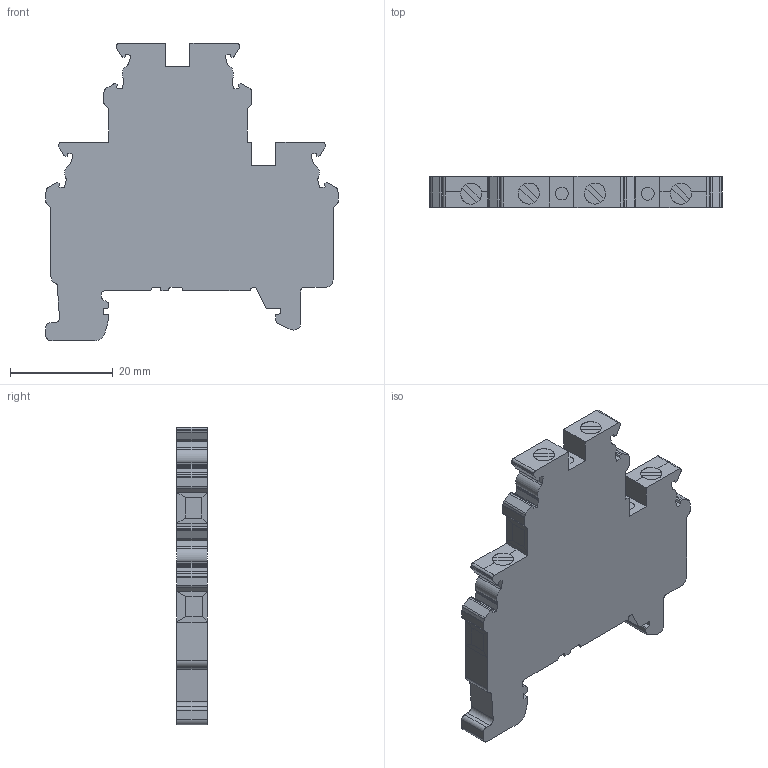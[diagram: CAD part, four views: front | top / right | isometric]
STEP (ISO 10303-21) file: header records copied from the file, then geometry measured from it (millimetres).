
FILE_DESCRIPTION(/* description */ (''),/* implementation_level */ '2;1');
FILE_NAME(/* name */ 'cdlg4.stp',/* time_stamp */ '2017-05-26T12:25:32-04:00',/* author */ ('CAD Station'),/* organization */ (''),/* preprocessor_version */ 'ST-DEVELOPER v16.1',/* originating_system */ 'Autodesk Inventor 2016',/* authorisation */ '');
FILE_SCHEMA (('AUTOMOTIVE_DESIGN { 1 0 10303 214 3 1 1 }'));
Length unit declared in the file: metre
Products named in the file (1): cdlg4
Bounding box: 57 x 6 x 58 mm (x, y, z)
Volume: 12720.3 mm3; surface area: 5990.9 mm2
Topology: 1 solids, 1 shells, 275 faces, 753 edges, 484 vertices
Faces by surface type: plane 194, cylinder 81
Full cylindrical faces by diameter (mm): 2.5 x2, 4.1 x2
Entity records: 8927 total; most frequent: CARTESIAN_POINT 1505, ORIENTED_EDGE 1494, DIRECTION 1475, EDGE_CURVE 747, LINE 571, VECTOR 571, VERTEX_POINT 482, AXIS2_PLACEMENT_3D 452
